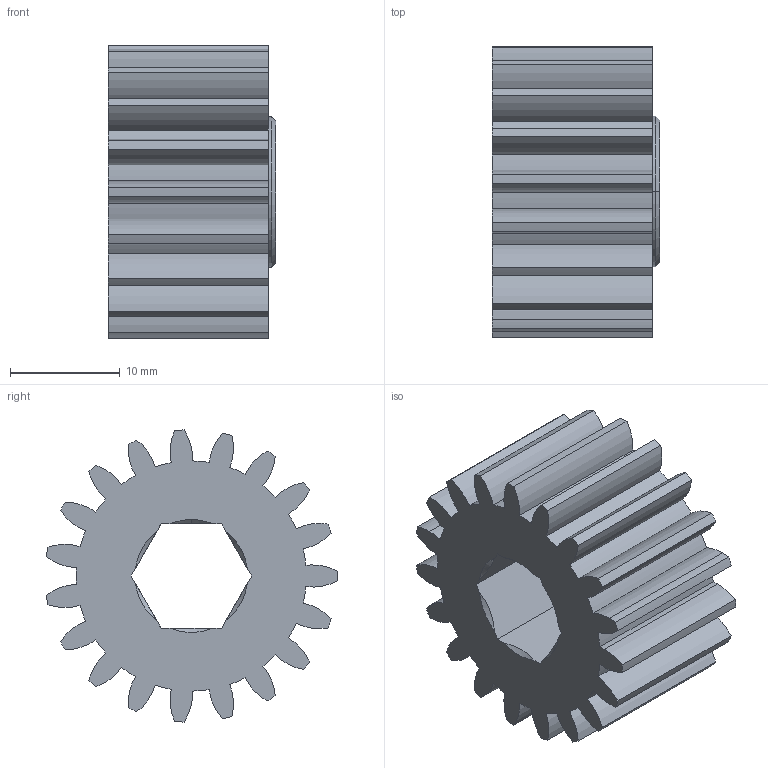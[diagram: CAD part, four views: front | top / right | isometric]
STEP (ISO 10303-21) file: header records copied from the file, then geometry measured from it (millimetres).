
FILE_DESCRIPTION (( 'STEP AP214' ), '1' );
FILE_NAME ('am-0176 19T 20dp 375h.STEP', '2016-03-02T20:43:39', ( '' ), ( '' ), 'SwSTEP 2.0', 'SolidWorks 2014', '' );
FILE_SCHEMA (( 'AUTOMOTIVE_DESIGN' ));
Length unit declared in the file: inch
Products named in the file (1): am-0176 19T 20dp 375h
Bounding box: 15.27 x 26.55 x 26.64 mm (x, y, z)
Volume: 5301.6 mm3; surface area: 3552.2 mm2
Topology: 1 solids, 1 shells, 106 faces, 307 edges, 204 vertices
Faces by surface type: cylinder 81, cone 16, plane 9
Entity records: 3703 total; most frequent: CARTESIAN_POINT 712, DIRECTION 685, ORIENTED_EDGE 614, EDGE_CURVE 307, AXIS2_PLACEMENT_3D 285, VERTEX_POINT 204, CIRCLE 178, LINE 115
